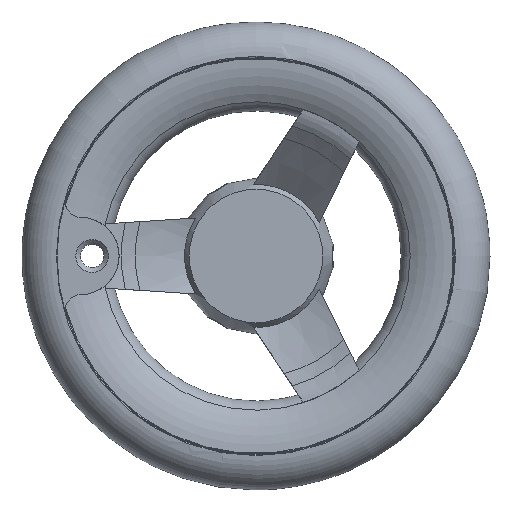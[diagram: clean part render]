
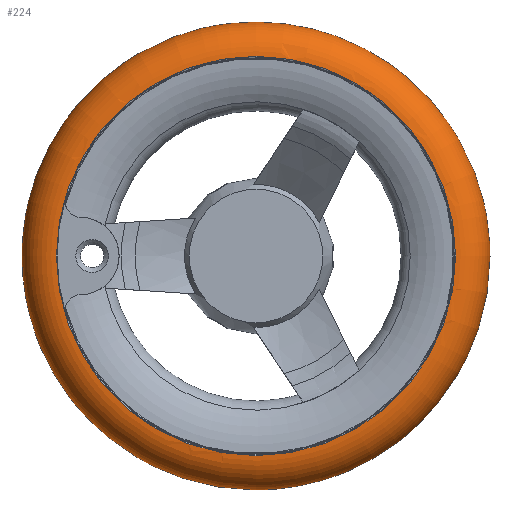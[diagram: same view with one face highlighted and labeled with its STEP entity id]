
A CAD part, left-side view. The second image highlights one B-rep face of the part: STEP entity #224.
In plain terms, the highlighted toroidal (fillet/blend) face has major radius 42.5 mm and minor radius 7.5 mm.
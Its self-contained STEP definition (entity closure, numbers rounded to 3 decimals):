
#146=TOROIDAL_SURFACE('',#940,42.5,7.5);
#185=B_SPLINE_CURVE_WITH_KNOTS('',3,(#1700,#1701,#1702,#1703,#1704,#1705,
#1706,#1707,#1708,#1709,#1710,#1711,#1712,#1713,#1714,#1715,#1716,#1717,
#1718,#1719,#1720,#1721,#1722,#1723,#1724,#1725,#1726,#1727,#1728,#1729,
#1730,#1731,#1732,#1733),.UNSPECIFIED.,.T.,.F.,(2,2,2,2,2,2,2,2,2,2,2,2,
2,2,2,2,2,2,2),(-0.063,0.,0.063,0.125,0.188,0.25,0.313,0.375,0.438,
0.5,0.563,0.625,0.688,0.75,0.813,0.875,0.938,1.,1.063),.UNSPECIFIED.);
#224=ADVANCED_FACE('',(#288,#289),#146,.T.);
#288=FACE_BOUND('',#371,.T.);
#289=FACE_BOUND('',#372,.T.);
#371=EDGE_LOOP('',(#512));
#372=EDGE_LOOP('',(#513));
#512=ORIENTED_EDGE('',*,*,#801,.T.);
#513=ORIENTED_EDGE('',*,*,#805,.F.);
#706=VERTEX_POINT('',#1681);
#709=VERTEX_POINT('',#1734);
#801=EDGE_CURVE('',#706,#706,#879,.T.);
#805=EDGE_CURVE('',#709,#709,#185,.T.);
#879=CIRCLE('',#936,42.647);
#936=AXIS2_PLACEMENT_3D('',#1680,#1078,#1079);
#940=AXIS2_PLACEMENT_3D('',#1750,#1086,#1087);
#1078=DIRECTION('',(1.,0.,0.));
#1079=DIRECTION('',(0.,0.,-1.));
#1086=DIRECTION('',(1.,0.,0.));
#1087=DIRECTION('',(0.,0.,-1.));
#1680=CARTESIAN_POINT('',(191.37,84.109,10.342));
#1681=CARTESIAN_POINT('',(191.37,84.109,-32.304));
#1700=CARTESIAN_POINT('',(206.368,41.609,15.906));
#1701=CARTESIAN_POINT('',(206.368,41.609,4.779));
#1702=CARTESIAN_POINT('',(206.368,42.715,-0.782));
#1703=CARTESIAN_POINT('',(206.368,46.973,-11.062));
#1704=CARTESIAN_POINT('',(206.368,50.123,-15.776));
#1705=CARTESIAN_POINT('',(206.368,57.991,-23.644));
#1706=CARTESIAN_POINT('',(206.368,62.705,-26.794));
#1707=CARTESIAN_POINT('',(206.368,72.985,-31.052));
#1708=CARTESIAN_POINT('',(206.368,78.546,-32.158));
#1709=CARTESIAN_POINT('',(206.368,89.672,-32.158));
#1710=CARTESIAN_POINT('',(206.368,95.233,-31.052));
#1711=CARTESIAN_POINT('',(206.368,105.513,-26.794));
#1712=CARTESIAN_POINT('',(206.368,110.227,-23.644));
#1713=CARTESIAN_POINT('',(206.368,118.095,-15.776));
#1714=CARTESIAN_POINT('',(206.368,121.245,-11.062));
#1715=CARTESIAN_POINT('',(206.368,125.503,-0.782));
#1716=CARTESIAN_POINT('',(206.368,126.609,4.779));
#1717=CARTESIAN_POINT('',(206.368,126.609,15.906));
#1718=CARTESIAN_POINT('',(206.368,125.503,21.467));
#1719=CARTESIAN_POINT('',(206.368,121.245,31.746));
#1720=CARTESIAN_POINT('',(206.368,118.095,36.461));
#1721=CARTESIAN_POINT('',(206.368,110.227,44.328));
#1722=CARTESIAN_POINT('',(206.368,105.513,47.478));
#1723=CARTESIAN_POINT('',(206.368,95.233,51.736));
#1724=CARTESIAN_POINT('',(206.368,89.672,52.842));
#1725=CARTESIAN_POINT('',(206.368,78.546,52.842));
#1726=CARTESIAN_POINT('',(206.368,72.985,51.736));
#1727=CARTESIAN_POINT('',(206.368,62.705,47.478));
#1728=CARTESIAN_POINT('',(206.368,57.991,44.328));
#1729=CARTESIAN_POINT('',(206.368,50.123,36.461));
#1730=CARTESIAN_POINT('',(206.368,46.973,31.746));
#1731=CARTESIAN_POINT('',(206.368,42.715,21.467));
#1732=CARTESIAN_POINT('',(206.368,41.609,15.906));
#1733=CARTESIAN_POINT('',(206.368,41.609,4.779));
#1734=CARTESIAN_POINT('',(206.368,41.609,10.342));
#1750=CARTESIAN_POINT('',(198.868,84.109,10.342));
